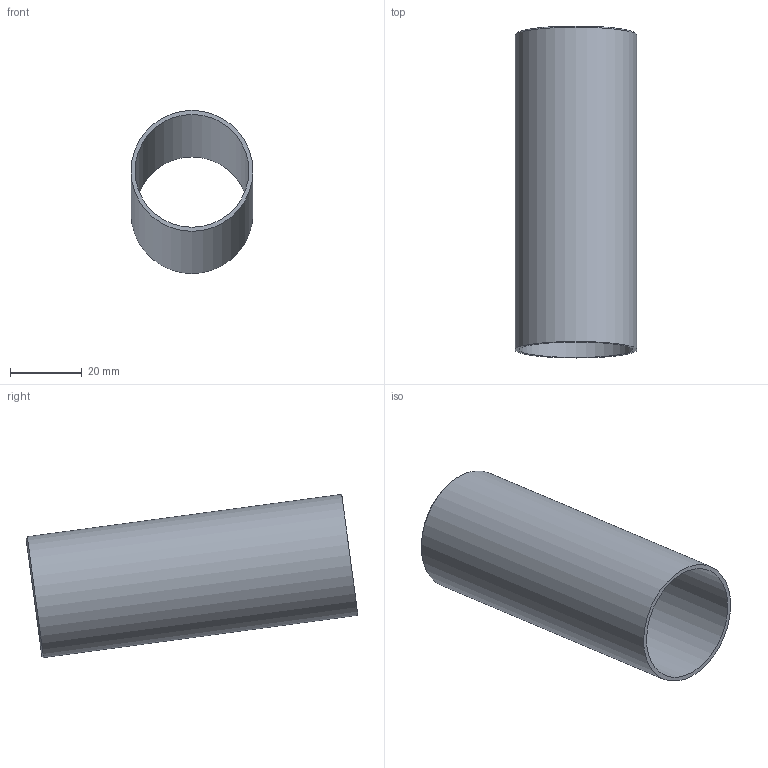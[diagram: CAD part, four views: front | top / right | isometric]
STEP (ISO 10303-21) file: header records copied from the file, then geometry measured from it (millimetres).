
FILE_DESCRIPTION(/* description */ ('STEP AP214'),/* implementation_level */ '2;1');
FILE_NAME(/* name */ '62524eb7ecdeb77adb8b9502',/* time_stamp */ '2022-04-10T03:27:51+00:00',/* author */ (''),/* organization */ (''),/* preprocessor_version */ 'ST-DEVELOPER v18.101',/* originating_system */ ' ',/* authorisation */ ' ');
FILE_SCHEMA (('AUTOMOTIVE_DESIGN {1 0 10303 214 3 1 1}'));
Length unit declared in the file: metre
Products named in the file (1): Part 5
Bounding box: 34.04 x 92.59 x 45.52 mm (x, y, z)
Volume: 10491.9 mm3; surface area: 18584.4 mm2
Topology: 1 solids, 1 shells, 5 faces, 8 edges, 5 vertices
Faces by surface type: cylinder 2, plane 2, cone 1
Full cylindrical faces by diameter (mm): 31.75 x1, 34.036 x1
Entity records: 138 total; most frequent: DIRECTION 22, CARTESIAN_POINT 16, AXIS2_PLACEMENT_3D 11, ORIENTED_EDGE 10, EDGE_LOOP 10, FACE_BOUND 10, EDGE_CURVE 5, VERTEX_POINT 5
